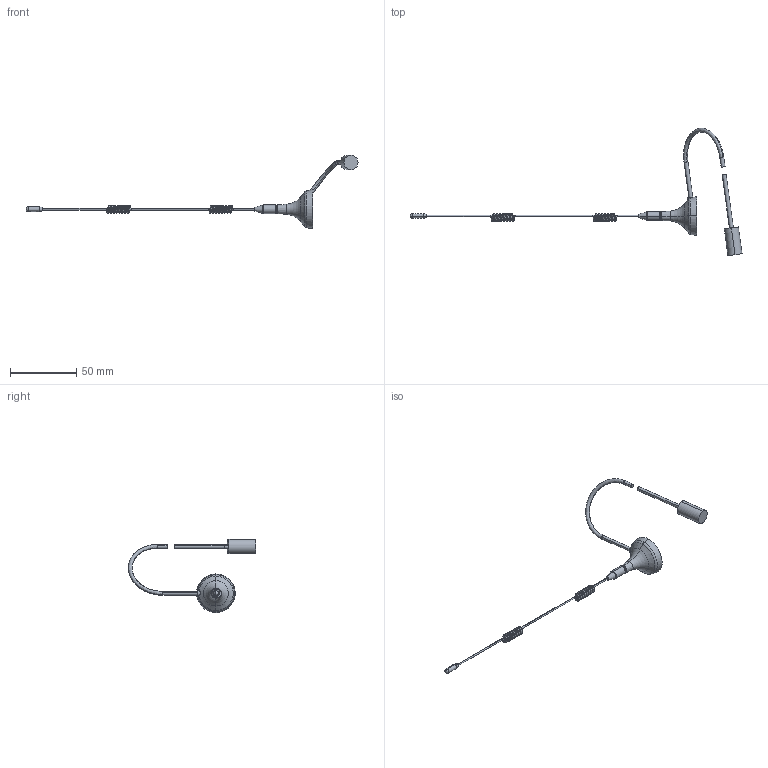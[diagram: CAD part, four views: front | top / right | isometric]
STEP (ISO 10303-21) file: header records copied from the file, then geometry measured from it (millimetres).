
FILE_DESCRIPTION (( 'STEP AP203' ), '1' );
FILE_NAME ('RE07U.STEP', '2011-09-08T18:31:19', ( 'x' ), ( 'Microsoft' ), 'SwSTEP 2.0', 'SolidWorks 2010', '' );
FILE_SCHEMA (( 'CONFIG_CONTROL_DESIGN' ));
Length unit declared in the file: inch
Products named in the file (5): RE07U_Coax; CONNECTOR REP_Small; RE07U_ANTENNA; RE07U; RE07U_spiral
Assembly tree (5 placements, depth 2):
  RE07U
    RE07U_spiral  x2
    RE07U_ANTENNA
    RE07U_Coax
    CONNECTOR REP_Small
Bounding box: 249.85 x 95.83 x 55.05 mm (x, y, z)
Volume: 10027.6 mm3; surface area: 6413.7 mm2
Topology: 6 solids, 8 shells, 98 faces, 205 edges, 122 vertices
Faces by surface type: torus 29, cylinder 22, plane 17, cone 15, bspline 13, sphere 2
Entity records: 5870 total; most frequent: CARTESIAN_POINT 3226, DIRECTION 518, ORIENTED_EDGE 390, AXIS2_PLACEMENT_3D 241, EDGE_CURVE 197, CIRCLE 147, VERTEX_POINT 118, EDGE_LOOP 101
